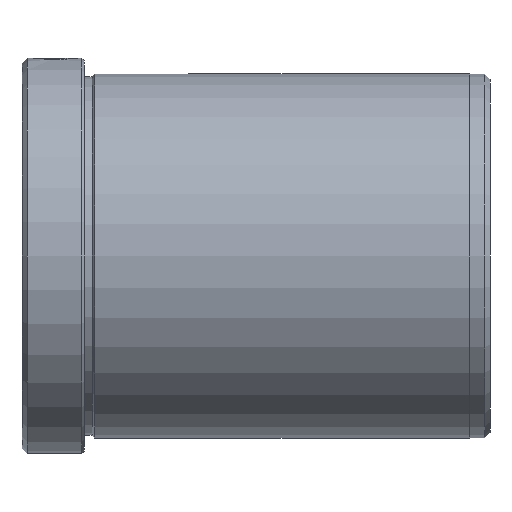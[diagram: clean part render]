
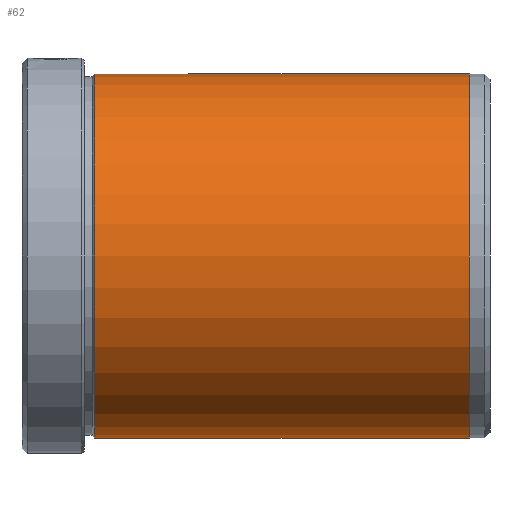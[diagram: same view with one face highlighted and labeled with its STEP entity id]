
A CAD part, left-side view. The second image highlights one B-rep face of the part: STEP entity #62.
In plain terms, the highlighted cylindrical face has radius 35 mm (diameter 70 mm), a partial arc.
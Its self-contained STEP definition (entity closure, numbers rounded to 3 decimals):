
#58 = CARTESIAN_POINT ( 'NONE',  ( 0., -86., 0. ) ) ;
#62 = ADVANCED_FACE ( 'NONE', ( #208 ), #826, .T. ) ;
#173 = LINE ( 'NONE', #601, #1145 ) ;
#192 = DIRECTION ( 'NONE',  ( 0., 0., -1. ) ) ;
#208 = FACE_OUTER_BOUND ( 'NONE', #1090, .T. ) ;
#342 = CARTESIAN_POINT ( 'NONE',  ( 0., -86., -35. ) ) ;
#438 = VERTEX_POINT ( 'NONE', #972 ) ;
#519 = LINE ( 'NONE', #955, #1247 ) ;
#601 = CARTESIAN_POINT ( 'NONE',  ( 0., 0., -35. ) ) ;
#656 = ORIENTED_EDGE ( 'NONE', *, *, #1216, .F. ) ;
#673 = ORIENTED_EDGE ( 'NONE', *, *, #1750, .F. ) ;
#702 = CARTESIAN_POINT ( 'NONE',  ( 0., -14., -35. ) ) ;
#753 = DIRECTION ( 'NONE',  ( 0., 1., 0. ) ) ;
#762 = DIRECTION ( 'NONE',  ( 0., 0., 1. ) ) ;
#774 = EDGE_CURVE ( 'NONE', #790, #438, #519, .T. ) ;
#786 = CIRCLE ( 'NONE', #1312, 35. ) ;
#790 = VERTEX_POINT ( 'NONE', #958 ) ;
#804 = VERTEX_POINT ( 'NONE', #702 ) ;
#826 = CYLINDRICAL_SURFACE ( 'NONE', #1185, 35. ) ;
#884 = DIRECTION ( 'NONE',  ( 0., 1., 0. ) ) ;
#910 = AXIS2_PLACEMENT_3D ( 'NONE', #1696, #884, #762 ) ;
#954 = DIRECTION ( 'NONE',  ( 0., 1., 0. ) ) ;
#955 = CARTESIAN_POINT ( 'NONE',  ( 0., 0., 35. ) ) ;
#958 = CARTESIAN_POINT ( 'NONE',  ( 0., -86., 35. ) ) ;
#972 = CARTESIAN_POINT ( 'NONE',  ( 0., -14., 35. ) ) ;
#1025 = DIRECTION ( 'NONE',  ( 0., -1., 0. ) ) ;
#1083 = DIRECTION ( 'NONE',  ( 0., 0., 1. ) ) ;
#1090 = EDGE_LOOP ( 'NONE', ( #656, #1387, #1593, #673 ) ) ;
#1145 = VECTOR ( 'NONE', #753, 1000. ) ;
#1185 = AXIS2_PLACEMENT_3D ( 'NONE', #1217, #954, #1083 ) ;
#1216 = EDGE_CURVE ( 'NONE', #1299, #804, #173, .T. ) ;
#1217 = CARTESIAN_POINT ( 'NONE',  ( 0., 0., 0. ) ) ;
#1247 = VECTOR ( 'NONE', #1362, 1000. ) ;
#1294 = EDGE_CURVE ( 'NONE', #790, #1299, #786, .T. ) ;
#1299 = VERTEX_POINT ( 'NONE', #342 ) ;
#1312 = AXIS2_PLACEMENT_3D ( 'NONE', #58, #1025, #192 ) ;
#1362 = DIRECTION ( 'NONE',  ( 0., 1., 0. ) ) ;
#1387 = ORIENTED_EDGE ( 'NONE', *, *, #1294, .F. ) ;
#1554 = CIRCLE ( 'NONE', #910, 35. ) ;
#1593 = ORIENTED_EDGE ( 'NONE', *, *, #774, .T. ) ;
#1696 = CARTESIAN_POINT ( 'NONE',  ( 0., -14., 0. ) ) ;
#1750 = EDGE_CURVE ( 'NONE', #804, #438, #1554, .T. ) ;
